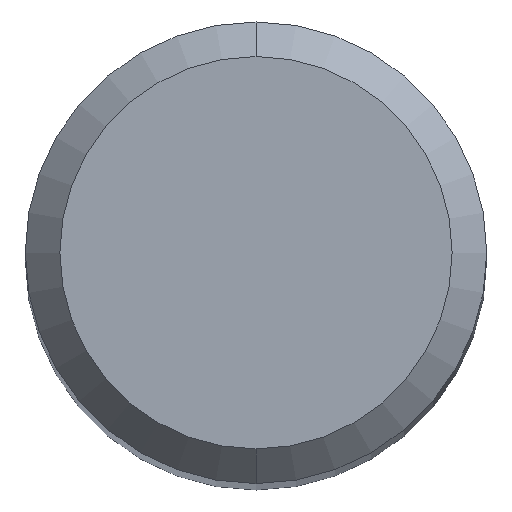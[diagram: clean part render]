
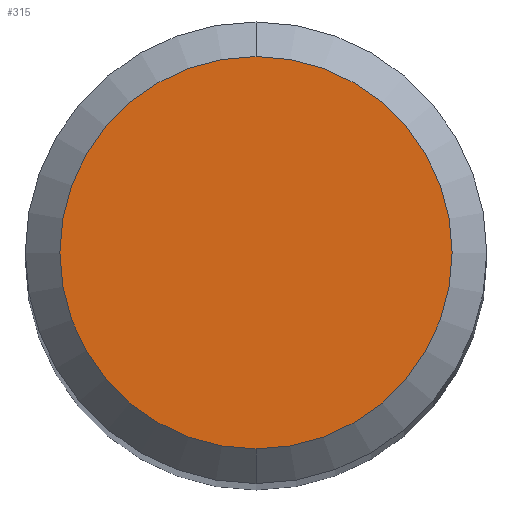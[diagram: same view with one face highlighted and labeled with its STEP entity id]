
A CAD part, top view. The second image highlights one B-rep face of the part: STEP entity #315.
In plain terms, the highlighted planar face has unit normal (0, 0, 1).
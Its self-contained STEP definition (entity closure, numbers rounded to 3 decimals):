
#293=VERTEX_POINT('',#624);
#315=ADVANCED_FACE('',(#647),#648,.T.);
#379=VERTEX_POINT('',#724);
#385=EDGE_CURVE('',#293,#379,#730,.T.);
#441=EDGE_CURVE('',#379,#293,#792,.T.);
#624=CARTESIAN_POINT('',(0.0,1.7,0.0));
#647=FACE_OUTER_BOUND('',#1164,.T.);
#648=PLANE('',#1165);
#724=CARTESIAN_POINT('',(0.,-1.7,0.0));
#730=CIRCLE('',#1328,1.7);
#792=CIRCLE('',#1432,1.7);
#1164=EDGE_LOOP('',(#1655,#1656));
#1165=AXIS2_PLACEMENT_3D('',#1657,#1658,#1659);
#1328=AXIS2_PLACEMENT_3D('',#1764,#1765,#1766);
#1432=AXIS2_PLACEMENT_3D('',#1839,#1840,#1841);
#1655=ORIENTED_EDGE('',*,*,#385,.F.);
#1656=ORIENTED_EDGE('',*,*,#441,.F.);
#1657=CARTESIAN_POINT('',(0.0,0.85,0.0));
#1658=DIRECTION('',(-0.0,0.0,1.0));
#1659=DIRECTION('',(0.0,-1.0,0.0));
#1764=CARTESIAN_POINT('',(0.0,0.0,0.0));
#1765=DIRECTION('',(0.0,0.0,-1.0));
#1766=DIRECTION('',(0.0,1.0,0.0));
#1839=CARTESIAN_POINT('',(0.0,0.0,0.0));
#1840=DIRECTION('',(0.0,0.0,-1.0));
#1841=DIRECTION('',(0.0,1.0,0.0));
